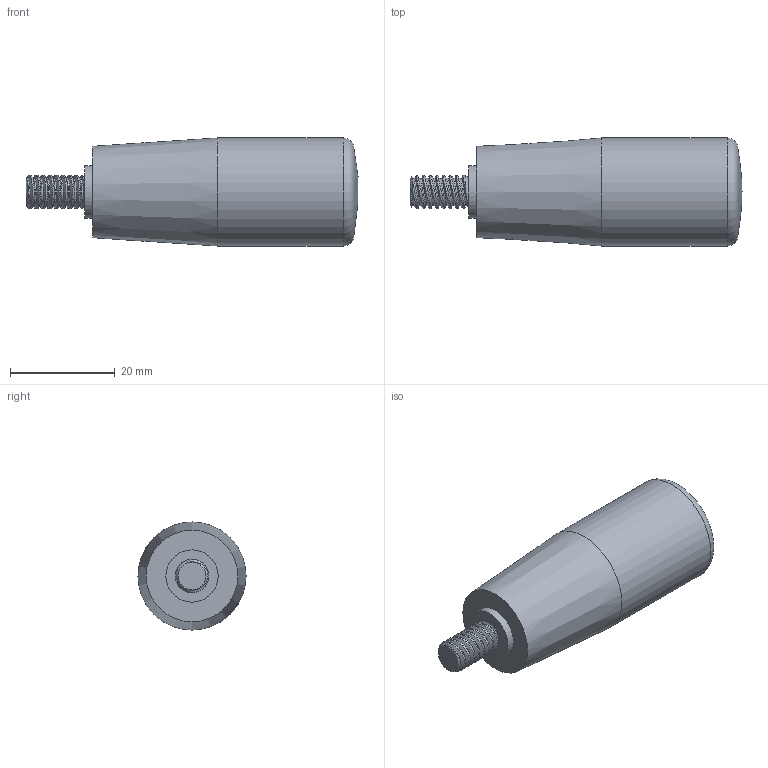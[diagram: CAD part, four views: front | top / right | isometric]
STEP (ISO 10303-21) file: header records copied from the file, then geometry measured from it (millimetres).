
FILE_DESCRIPTION(/* description */ (''),/* implementation_level */ '2;1');
FILE_NAME(/* name */ 'GE-17096_1.stp',/* time_stamp */ '2017-01-08T13:36:10-05:00',/* author */ ('jeff1'),/* organization */ (''),/* preprocessor_version */ 'ST-DEVELOPER v16.5',/* originating_system */ 'Autodesk Inventor 2017',/* authorisation */ '');
FILE_SCHEMA (('AUTOMOTIVE_DESIGN { 1 0 10303 214 3 1 1 }'));
Length unit declared in the file: inch
Products named in the file (1): GE-17096_1
Bounding box: 63.4 x 20.64 x 20.64 mm (x, y, z)
Volume: 15994 mm3; surface area: 3985 mm2
Topology: 1 solids, 1 shells, 46 faces, 110 edges, 68 vertices
Faces by surface type: cone 21, cylinder 20, plane 3, torus 1, sphere 1
Full cylindrical faces by diameter (mm): 5.387 x8, 6.35 x7, 9.982 x1, 20.637 x1
Entity records: 1537 total; most frequent: CARTESIAN_POINT 751, DIRECTION 152, ORIENTED_EDGE 106, EDGE_LOOP 85, AXIS2_PLACEMENT_3D 76, EDGE_CURVE 53, VERTEX_POINT 48, FACE_OUTER_BOUND 46
